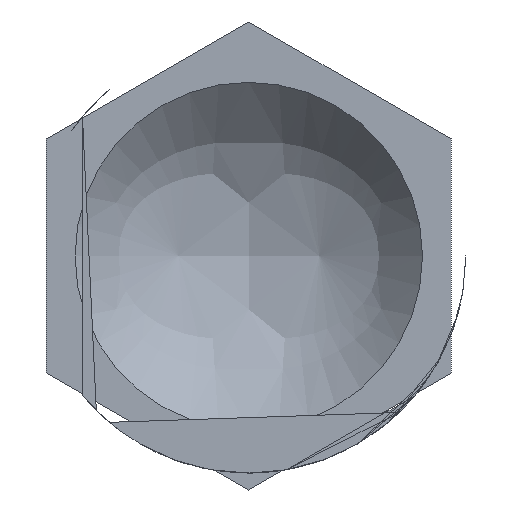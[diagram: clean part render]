
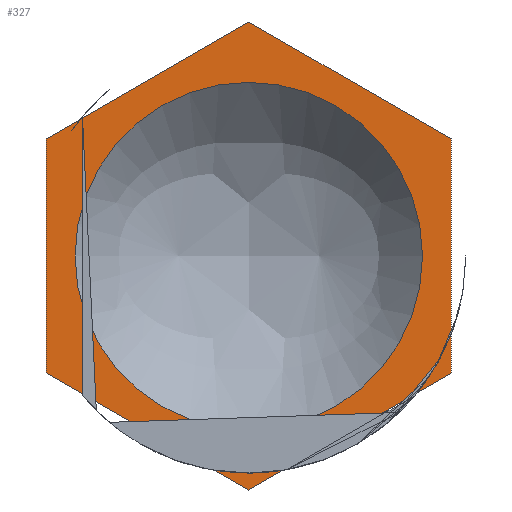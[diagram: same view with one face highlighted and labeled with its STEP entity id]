
A CAD part, front view. The second image highlights one B-rep face of the part: STEP entity #327.
In plain terms, the highlighted planar face has unit normal (0, -1, 0).
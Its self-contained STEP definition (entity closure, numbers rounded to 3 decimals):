
#11 = DIRECTION ( 'NONE',  ( 0.866, 0., -0.5 ) ) ;
#14 = DIRECTION ( 'NONE',  ( 0.866, 0., 0.5 ) ) ;
#19 = VERTEX_POINT ( 'NONE', #452 ) ;
#47 = CARTESIAN_POINT ( 'NONE',  ( -7., 14.5, 4.041 ) ) ;
#48 = VERTEX_POINT ( 'NONE', #392 ) ;
#55 = LINE ( 'NONE', #616, #124 ) ;
#59 = ORIENTED_EDGE ( 'NONE', *, *, #208, .T. ) ;
#78 = LINE ( 'NONE', #224, #325 ) ;
#81 = CARTESIAN_POINT ( 'NONE',  ( 0., 14.5, 0. ) ) ;
#82 = FACE_OUTER_BOUND ( 'NONE', #485, .T. ) ;
#91 = ORIENTED_EDGE ( 'NONE', *, *, #178, .T. ) ;
#104 = CARTESIAN_POINT ( 'NONE',  ( -7., 14.5, -4.041 ) ) ;
#124 = VECTOR ( 'NONE', #14, 1000. ) ;
#132 = CIRCLE ( 'NONE', #388, 6. ) ;
#137 = DIRECTION ( 'NONE',  ( 0., -1., 0. ) ) ;
#139 = ORIENTED_EDGE ( 'NONE', *, *, #517, .T. ) ;
#143 = DIRECTION ( 'NONE',  ( 0., 0., 1. ) ) ;
#152 = EDGE_CURVE ( 'NONE', #514, #424, #569, .T. ) ;
#178 = EDGE_CURVE ( 'NONE', #424, #19, #78, .T. ) ;
#188 = PLANE ( 'NONE',  #530 ) ;
#208 = EDGE_CURVE ( 'NONE', #515, #514, #447, .T. ) ;
#211 = LINE ( 'NONE', #104, #370 ) ;
#212 = VERTEX_POINT ( 'NONE', #584 ) ;
#219 = CIRCLE ( 'NONE', #496, 6. ) ;
#224 = CARTESIAN_POINT ( 'NONE',  ( -7., 14.5, 4.041 ) ) ;
#231 = DIRECTION ( 'NONE',  ( 0., -1., 0. ) ) ;
#246 = EDGE_CURVE ( 'NONE', #619, #527, #132, .T. ) ;
#271 = ORIENTED_EDGE ( 'NONE', *, *, #308, .F. ) ;
#273 = DIRECTION ( 'NONE',  ( -0.866, 0., -0.5 ) ) ;
#279 = CARTESIAN_POINT ( 'NONE',  ( 0., 14.5, 0. ) ) ;
#289 = ORIENTED_EDGE ( 'NONE', *, *, #152, .T. ) ;
#292 = ORIENTED_EDGE ( 'NONE', *, *, #525, .T. ) ;
#300 = CARTESIAN_POINT ( 'NONE',  ( 0., 14.5, -6. ) ) ;
#308 = EDGE_CURVE ( 'NONE', #527, #619, #219, .T. ) ;
#320 = DIRECTION ( 'NONE',  ( -0.866, 0., 0.5 ) ) ;
#325 = VECTOR ( 'NONE', #583, 1000. ) ;
#327 = ADVANCED_FACE ( 'NONE', ( #344, #82 ), #188, .F. ) ;
#344 = FACE_BOUND ( 'NONE', #471, .T. ) ;
#370 = VECTOR ( 'NONE', #11, 1000. ) ;
#382 = DIRECTION ( 'NONE',  ( 0., 0., 1. ) ) ;
#388 = AXIS2_PLACEMENT_3D ( 'NONE', #81, #137, #382 ) ;
#392 = CARTESIAN_POINT ( 'NONE',  ( 7., 14.5, -4.041 ) ) ;
#393 = ORIENTED_EDGE ( 'NONE', *, *, #246, .F. ) ;
#395 = CARTESIAN_POINT ( 'NONE',  ( 0., 14.5, 0. ) ) ;
#416 = CARTESIAN_POINT ( 'NONE',  ( 7., 14.5, -4.041 ) ) ;
#424 = VERTEX_POINT ( 'NONE', #47 ) ;
#432 = VECTOR ( 'NONE', #320, 1000. ) ;
#447 = LINE ( 'NONE', #482, #432 ) ;
#452 = CARTESIAN_POINT ( 'NONE',  ( -7., 14.5, -4.041 ) ) ;
#461 = CARTESIAN_POINT ( 'NONE',  ( 0., 14.5, 8.083 ) ) ;
#471 = EDGE_LOOP ( 'NONE', ( #271, #393 ) ) ;
#482 = CARTESIAN_POINT ( 'NONE',  ( 7., 14.5, 4.041 ) ) ;
#485 = EDGE_LOOP ( 'NONE', ( #139, #292, #579, #59, #289, #91 ) ) ;
#496 = AXIS2_PLACEMENT_3D ( 'NONE', #279, #231, #590 ) ;
#514 = VERTEX_POINT ( 'NONE', #461 ) ;
#515 = VERTEX_POINT ( 'NONE', #612 ) ;
#517 = EDGE_CURVE ( 'NONE', #19, #212, #211, .T. ) ;
#525 = EDGE_CURVE ( 'NONE', #212, #48, #55, .T. ) ;
#527 = VERTEX_POINT ( 'NONE', #556 ) ;
#530 = AXIS2_PLACEMENT_3D ( 'NONE', #395, #657, #143 ) ;
#531 = CARTESIAN_POINT ( 'NONE',  ( 0., 14.5, 8.083 ) ) ;
#556 = CARTESIAN_POINT ( 'NONE',  ( 0., 14.5, 6. ) ) ;
#569 = LINE ( 'NONE', #531, #617 ) ;
#577 = VECTOR ( 'NONE', #581, 1000. ) ;
#579 = ORIENTED_EDGE ( 'NONE', *, *, #636, .T. ) ;
#581 = DIRECTION ( 'NONE',  ( 0., 0., 1. ) ) ;
#583 = DIRECTION ( 'NONE',  ( 0., 0., -1. ) ) ;
#584 = CARTESIAN_POINT ( 'NONE',  ( 0., 14.5, -8.083 ) ) ;
#590 = DIRECTION ( 'NONE',  ( 0., 0., 1. ) ) ;
#612 = CARTESIAN_POINT ( 'NONE',  ( 7., 14.5, 4.041 ) ) ;
#614 = LINE ( 'NONE', #416, #577 ) ;
#616 = CARTESIAN_POINT ( 'NONE',  ( 0., 14.5, -8.083 ) ) ;
#617 = VECTOR ( 'NONE', #273, 1000. ) ;
#619 = VERTEX_POINT ( 'NONE', #300 ) ;
#636 = EDGE_CURVE ( 'NONE', #48, #515, #614, .T. ) ;
#657 = DIRECTION ( 'NONE',  ( 0., 1., 0. ) ) ;
